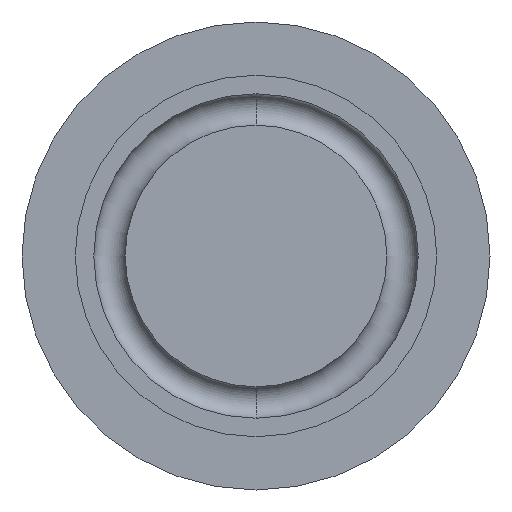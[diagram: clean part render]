
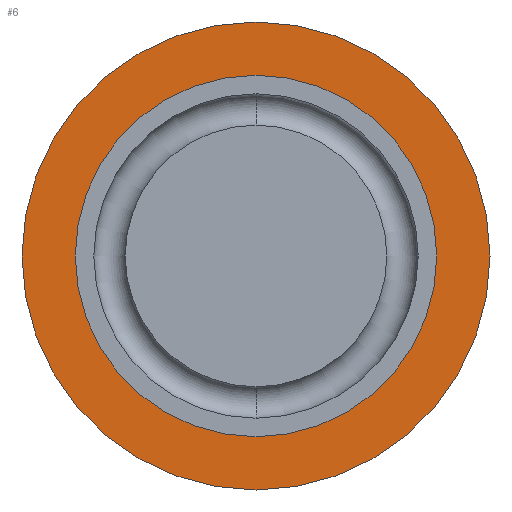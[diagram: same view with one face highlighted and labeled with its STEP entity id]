
A CAD part, left-side view. The second image highlights one B-rep face of the part: STEP entity #6.
In plain terms, the highlighted planar face has unit normal (-1, 0, 0).
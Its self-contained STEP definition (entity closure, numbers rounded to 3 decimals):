
#6 = ADVANCED_FACE ( 'NONE', ( #539, #329 ), #370, .F. ) ;
#22 = AXIS2_PLACEMENT_3D ( 'NONE', #126, #251, #44 ) ;
#44 = DIRECTION ( 'NONE',  ( 0., 0., -1. ) ) ;
#45 = AXIS2_PLACEMENT_3D ( 'NONE', #204, #166, #207 ) ;
#57 = ORIENTED_EDGE ( 'NONE', *, *, #72, .T. ) ;
#72 = EDGE_CURVE ( 'NONE', #157, #105, #530, .T. ) ;
#75 = AXIS2_PLACEMENT_3D ( 'NONE', #537, #451, #123 ) ;
#105 = VERTEX_POINT ( 'NONE', #215 ) ;
#112 = CARTESIAN_POINT ( 'NONE',  ( -10.858, -27.86, -19.5 ) ) ;
#123 = DIRECTION ( 'NONE',  ( 0., 0., 1. ) ) ;
#126 = CARTESIAN_POINT ( 'NONE',  ( -10.858, 0., 0. ) ) ;
#134 = EDGE_LOOP ( 'NONE', ( #242, #413 ) ) ;
#149 = EDGE_CURVE ( 'NONE', #458, #285, #306, .T. ) ;
#157 = VERTEX_POINT ( 'NONE', #168 ) ;
#166 = DIRECTION ( 'NONE',  ( -1., 0., 0. ) ) ;
#168 = CARTESIAN_POINT ( 'NONE',  ( -10.858, -27.86, 25.25 ) ) ;
#197 = DIRECTION ( 'NONE',  ( -1., 0., 0. ) ) ;
#204 = CARTESIAN_POINT ( 'NONE',  ( -10.858, -27.86, 0. ) ) ;
#207 = DIRECTION ( 'NONE',  ( 0., 0., 1. ) ) ;
#215 = CARTESIAN_POINT ( 'NONE',  ( -10.858, -27.86, -25.25 ) ) ;
#242 = ORIENTED_EDGE ( 'NONE', *, *, #325, .F. ) ;
#251 = DIRECTION ( 'NONE',  ( 1., 0., 0. ) ) ;
#275 = DIRECTION ( 'NONE',  ( 0., 0., 1. ) ) ;
#281 = CIRCLE ( 'NONE', #45, 25.25 ) ;
#285 = VERTEX_POINT ( 'NONE', #385 ) ;
#296 = DIRECTION ( 'NONE',  ( 0., 0., 1. ) ) ;
#306 = CIRCLE ( 'NONE', #75, 19.5 ) ;
#325 = EDGE_CURVE ( 'NONE', #285, #458, #397, .T. ) ;
#327 = ORIENTED_EDGE ( 'NONE', *, *, #528, .T. ) ;
#329 = FACE_OUTER_BOUND ( 'NONE', #378, .T. ) ;
#370 = PLANE ( 'NONE',  #22 ) ;
#378 = EDGE_LOOP ( 'NONE', ( #57, #327 ) ) ;
#385 = CARTESIAN_POINT ( 'NONE',  ( -10.858, -27.86, 19.5 ) ) ;
#397 = CIRCLE ( 'NONE', #435, 19.5 ) ;
#398 = CARTESIAN_POINT ( 'NONE',  ( -10.858, -27.86, 0. ) ) ;
#413 = ORIENTED_EDGE ( 'NONE', *, *, #149, .F. ) ;
#435 = AXIS2_PLACEMENT_3D ( 'NONE', #398, #197, #275 ) ;
#451 = DIRECTION ( 'NONE',  ( -1., 0., 0. ) ) ;
#458 = VERTEX_POINT ( 'NONE', #112 ) ;
#492 = DIRECTION ( 'NONE',  ( -1., 0., 0. ) ) ;
#495 = CARTESIAN_POINT ( 'NONE',  ( -10.858, -27.86, 0. ) ) ;
#500 = AXIS2_PLACEMENT_3D ( 'NONE', #495, #492, #296 ) ;
#528 = EDGE_CURVE ( 'NONE', #105, #157, #281, .T. ) ;
#530 = CIRCLE ( 'NONE', #500, 25.25 ) ;
#537 = CARTESIAN_POINT ( 'NONE',  ( -10.858, -27.86, 0. ) ) ;
#539 = FACE_BOUND ( 'NONE', #134, .T. ) ;
